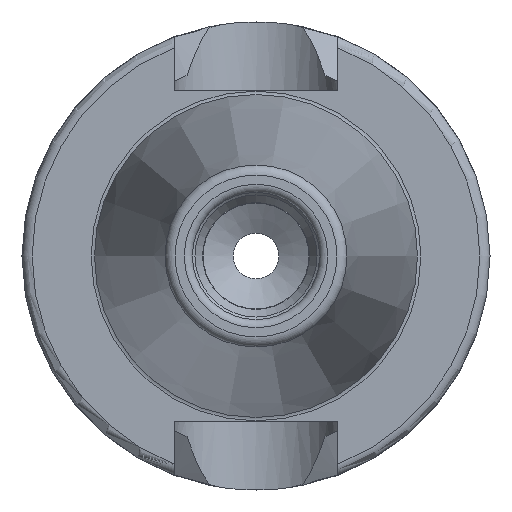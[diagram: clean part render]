
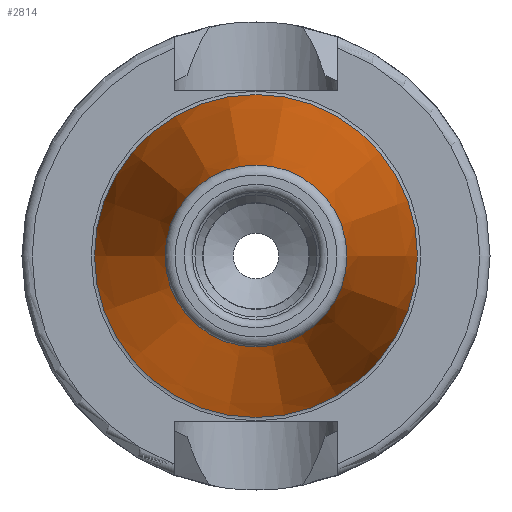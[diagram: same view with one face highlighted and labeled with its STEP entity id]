
A CAD part, left-side view. The second image highlights one B-rep face of the part: STEP entity #2814.
In plain terms, the highlighted conical face has half-angle 8.297 degrees and reference radius 12.408 mm.
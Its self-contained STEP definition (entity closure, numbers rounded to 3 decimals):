
#2780=CARTESIAN_POINT('',(-47.544,8.941,0.0));
#2781=VERTEX_POINT('',#2780);
#2782=CARTESIAN_POINT('',(-47.544,0.,0.0));
#2783=DIRECTION('',(1.0,0.0,0.0));
#2784=DIRECTION('',(0.0,1.0,0.0));
#2785=AXIS2_PLACEMENT_3D('',#2782,#2783,#2784);
#2786=CIRCLE('',#2785,8.941);
#2787=EDGE_CURVE('',#2781,#2781,#2786,.T.);
#2795=CARTESIAN_POINT('',(-23.772,0.,0.0));
#2796=DIRECTION('',(1.0,0.0,0.0));
#2797=DIRECTION('',(0.0,1.0,0.0));
#2798=AXIS2_PLACEMENT_3D('',#2795,#2796,#2797);
#2799=CONICAL_SURFACE('',#2798,12.408,8.297);
#2800=CARTESIAN_POINT('',(0.,15.875,0.0));
#2801=VERTEX_POINT('',#2800);
#2802=CARTESIAN_POINT('',(0.,0.,0.0));
#2803=DIRECTION('',(1.0,0.0,0.0));
#2804=DIRECTION('',(0.0,1.0,0.0));
#2805=AXIS2_PLACEMENT_3D('',#2802,#2803,#2804);
#2806=CIRCLE('',#2805,15.875);
#2807=EDGE_CURVE('',#2801,#2801,#2806,.T.);
#2808=ORIENTED_EDGE('',*,*,#2807,.F.);
#2809=EDGE_LOOP('',(#2808));
#2810=FACE_OUTER_BOUND('',#2809,.T.);
#2811=ORIENTED_EDGE('',*,*,#2787,.T.);
#2812=EDGE_LOOP('',(#2811));
#2813=FACE_BOUND('',#2812,.T.);
#2814=ADVANCED_FACE('',(#2810,#2813),#2799,.T.);
